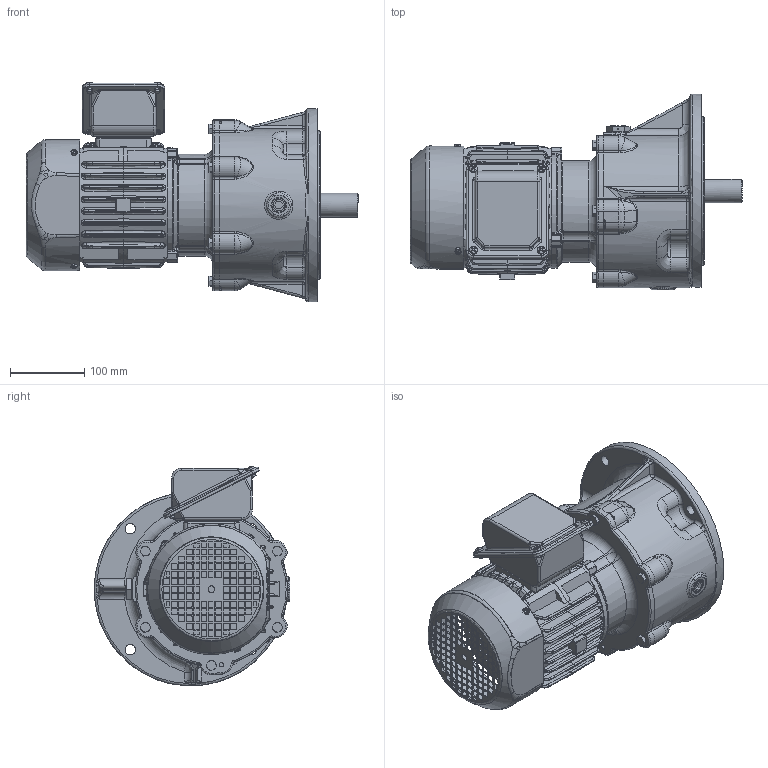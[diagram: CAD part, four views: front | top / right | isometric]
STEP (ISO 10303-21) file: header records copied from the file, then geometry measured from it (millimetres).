
FILE_DESCRIPTION (( 'STEP AP214' ), '1' );
FILE_NAME ('EK2DO07122H001_RPV_0.75KW_R75.stp', '2022-06-22T05:36:25', ( 'Windows 餌辨濠' ), ( '' ), 'SwSTEP 2.0', 'SolidWorks 2021', '' );
FILE_SCHEMA (( 'AUTOMOTIVE_DESIGN' ));
Length unit declared in the file: millimetre
Products named in the file (1): EK2DO07122H001_RPV_0.75KW_R75
Bounding box: 446.5 x 263.25 x 295.48 mm (x, y, z)
Volume: 9241285.1 mm3; surface area: 732308.9 mm2
Topology: 25 solids, 25 shells, 3192 faces, 8231 edges, 5103 vertices
Faces by surface type: cylinder 1181, plane 1115, bspline 583, torus 136, cone 127, sphere 50
Full cylindrical faces by diameter (mm): 1.5 x1, 4.917 x8, 5 x3, 6 x10, 6.647 x24, 7 x8, 8 x16, 9 x7, 9.5 x3, 10.5 x4, 11.6 x6, 14 x4, 14.95 x4, 18 x1, 20 x2, 26 x1, 32 x1, 35 x2, 39.2 x1, 40 x1, 42 x1, 45 x1, 51.5 x1, 55 x2, 147 x2, 180 x1, 200 x1, 260 x1
Entity records: 154253 total; most frequent: CARTESIAN_POINT 46435, ORIENTED_EDGE 15804, DIRECTION 14070, EDGE_CURVE 7902, AXIS2_PLACEMENT_3D 5238, VERTEX_POINT 5014, EDGE_LOOP 3754, VECTOR 3594
